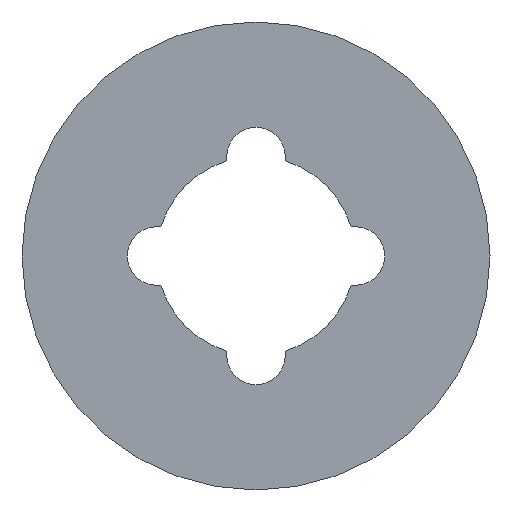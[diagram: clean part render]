
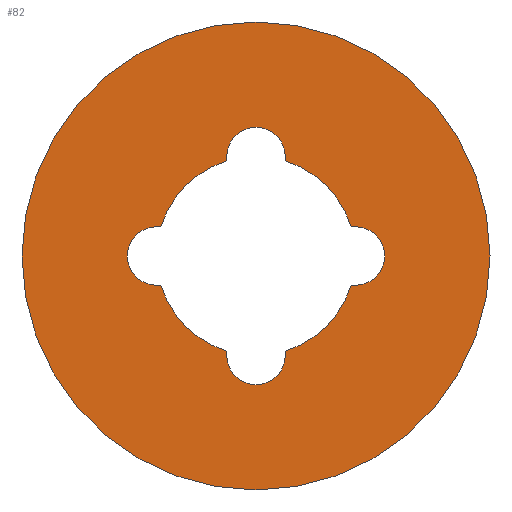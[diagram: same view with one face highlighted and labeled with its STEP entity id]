
A CAD part, front view. The second image highlights one B-rep face of the part: STEP entity #82.
In plain terms, the highlighted planar face has unit normal (0, -1, 0).
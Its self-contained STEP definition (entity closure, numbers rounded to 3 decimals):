
#82=ADVANCED_FACE('',(#112,#113),#114,.T.);
#112=FACE_OUTER_BOUND('',#158,.T.);
#113=FACE_BOUND('',#159,.T.);
#114=PLANE('',#160);
#158=EDGE_LOOP('',(#239,#240));
#159=EDGE_LOOP('',(#241,#242,#243,#244,#245,#246,#247,#248,#249,#250,#251,#252,#253,#254,#255,#256,#257,#258));
#160=AXIS2_PLACEMENT_3D('',#259,#260,#261);
#239=ORIENTED_EDGE('',*,*,#386,.T.);
#240=ORIENTED_EDGE('',*,*,#404,.T.);
#241=ORIENTED_EDGE('',*,*,#405,.T.);
#242=ORIENTED_EDGE('',*,*,#391,.F.);
#243=ORIENTED_EDGE('',*,*,#406,.T.);
#244=ORIENTED_EDGE('',*,*,#407,.T.);
#245=ORIENTED_EDGE('',*,*,#408,.T.);
#246=ORIENTED_EDGE('',*,*,#397,.F.);
#247=ORIENTED_EDGE('',*,*,#409,.T.);
#248=ORIENTED_EDGE('',*,*,#377,.T.);
#249=ORIENTED_EDGE('',*,*,#410,.T.);
#250=ORIENTED_EDGE('',*,*,#411,.T.);
#251=ORIENTED_EDGE('',*,*,#401,.F.);
#252=ORIENTED_EDGE('',*,*,#412,.T.);
#253=ORIENTED_EDGE('',*,*,#413,.T.);
#254=ORIENTED_EDGE('',*,*,#414,.T.);
#255=ORIENTED_EDGE('',*,*,#393,.F.);
#256=ORIENTED_EDGE('',*,*,#415,.T.);
#257=ORIENTED_EDGE('',*,*,#416,.T.);
#258=ORIENTED_EDGE('',*,*,#380,.T.);
#259=CARTESIAN_POINT('',(2.55,0.0,0.0));
#260=DIRECTION('',(0.,-1.0,0.));
#261=DIRECTION('',(-1.0,0.,0.0));
#377=EDGE_CURVE('',#439,#436,#440,.T.);
#380=EDGE_CURVE('',#444,#445,#446,.T.);
#386=EDGE_CURVE('',#457,#455,#458,.T.);
#391=EDGE_CURVE('',#465,#461,#467,.T.);
#393=EDGE_CURVE('',#468,#471,#472,.T.);
#397=EDGE_CURVE('',#476,#479,#480,.T.);
#401=EDGE_CURVE('',#484,#487,#488,.T.);
#404=EDGE_CURVE('',#455,#457,#492,.T.);
#405=EDGE_CURVE('',#445,#461,#493,.T.);
#406=EDGE_CURVE('',#465,#494,#495,.T.);
#407=EDGE_CURVE('',#494,#496,#497,.T.);
#408=EDGE_CURVE('',#496,#479,#498,.T.);
#409=EDGE_CURVE('',#476,#439,#499,.T.);
#410=EDGE_CURVE('',#436,#500,#501,.T.);
#411=EDGE_CURVE('',#500,#487,#502,.T.);
#412=EDGE_CURVE('',#484,#503,#504,.T.);
#413=EDGE_CURVE('',#503,#505,#506,.T.);
#414=EDGE_CURVE('',#505,#471,#507,.T.);
#415=EDGE_CURVE('',#468,#508,#509,.T.);
#416=EDGE_CURVE('',#508,#444,#510,.T.);
#436=VERTEX_POINT('',#536);
#439=VERTEX_POINT('',#540);
#440=CIRCLE('',#541,0.75);
#444=VERTEX_POINT('',#546);
#445=VERTEX_POINT('',#547);
#446=CIRCLE('',#548,0.75);
#455=VERTEX_POINT('',#559);
#457=VERTEX_POINT('',#562);
#458=CIRCLE('',#563,6.);
#461=VERTEX_POINT('',#567);
#465=VERTEX_POINT('',#572);
#467=CIRCLE('',#575,2.55);
#468=VERTEX_POINT('',#576);
#471=VERTEX_POINT('',#580);
#472=CIRCLE('',#581,2.55);
#476=VERTEX_POINT('',#586);
#479=VERTEX_POINT('',#590);
#480=CIRCLE('',#591,2.55);
#484=VERTEX_POINT('',#596);
#487=VERTEX_POINT('',#600);
#488=CIRCLE('',#601,2.55);
#492=CIRCLE('',#606,6.);
#493=LINE('',#607,#608);
#494=VERTEX_POINT('',#609);
#495=LINE('',#610,#611);
#496=VERTEX_POINT('',#612);
#497=CIRCLE('',#613,0.75);
#498=LINE('',#614,#615);
#499=LINE('',#616,#617);
#500=VERTEX_POINT('',#618);
#501=CIRCLE('',#619,0.75);
#502=LINE('',#620,#621);
#503=VERTEX_POINT('',#622);
#504=LINE('',#623,#624);
#505=VERTEX_POINT('',#625);
#506=CIRCLE('',#626,0.75);
#507=LINE('',#627,#628);
#508=VERTEX_POINT('',#629);
#509=LINE('',#630,#631);
#510=CIRCLE('',#632,0.75);
#536=CARTESIAN_POINT('',(0.,0.,-3.3));
#540=CARTESIAN_POINT('',(0.75,0.0,-2.55));
#541=AXIS2_PLACEMENT_3D('',#673,#674,#675);
#546=CARTESIAN_POINT('',(0.,0.,3.3));
#547=CARTESIAN_POINT('',(0.75,0.0,2.55));
#548=AXIS2_PLACEMENT_3D('',#680,#681,#682);
#559=CARTESIAN_POINT('',(0.,0.,6.0));
#562=CARTESIAN_POINT('',(0.,0.,-6.));
#563=AXIS2_PLACEMENT_3D('',#692,#693,#694);
#567=CARTESIAN_POINT('',(0.75,0.0,2.437));
#572=CARTESIAN_POINT('',(2.437,0.0,0.75));
#575=AXIS2_PLACEMENT_3D('',#701,#702,#703);
#576=CARTESIAN_POINT('',(-0.75,0.0,2.437));
#580=CARTESIAN_POINT('',(-2.437,0.0,0.75));
#581=AXIS2_PLACEMENT_3D('',#705,#706,#707);
#586=CARTESIAN_POINT('',(0.75,0.0,-2.437));
#590=CARTESIAN_POINT('',(2.437,0.0,-0.75));
#591=AXIS2_PLACEMENT_3D('',#713,#714,#715);
#596=CARTESIAN_POINT('',(-2.437,0.0,-0.75));
#600=CARTESIAN_POINT('',(-0.75,0.0,-2.437));
#601=AXIS2_PLACEMENT_3D('',#721,#722,#723);
#606=AXIS2_PLACEMENT_3D('',#728,#729,#730);
#607=CARTESIAN_POINT('',(0.75,0.0,0.));
#608=VECTOR('',#731,1000.0);
#609=CARTESIAN_POINT('',(2.55,0.0,0.75));
#610=CARTESIAN_POINT('',(0.,0.0,0.75));
#611=VECTOR('',#732,1000.0);
#612=CARTESIAN_POINT('',(2.55,0.0,-0.75));
#613=AXIS2_PLACEMENT_3D('',#733,#734,#735);
#614=CARTESIAN_POINT('',(0.,0.0,-0.75));
#615=VECTOR('',#736,1000.0);
#616=CARTESIAN_POINT('',(0.75,0.0,0.));
#617=VECTOR('',#737,1000.0);
#618=CARTESIAN_POINT('',(-0.75,0.0,-2.55));
#619=AXIS2_PLACEMENT_3D('',#738,#739,#740);
#620=CARTESIAN_POINT('',(-0.75,0.0,0.));
#621=VECTOR('',#741,1000.0);
#622=CARTESIAN_POINT('',(-2.55,0.,-0.75));
#623=CARTESIAN_POINT('',(0.,0.0,-0.75));
#624=VECTOR('',#742,1000.0);
#625=CARTESIAN_POINT('',(-2.55,0.0,0.75));
#626=AXIS2_PLACEMENT_3D('',#743,#744,#745);
#627=CARTESIAN_POINT('',(0.,0.0,0.75));
#628=VECTOR('',#746,1000.0);
#629=CARTESIAN_POINT('',(-0.75,0.0,2.55));
#630=CARTESIAN_POINT('',(-0.75,0.0,0.));
#631=VECTOR('',#747,1000.0);
#632=AXIS2_PLACEMENT_3D('',#748,#749,#750);
#673=CARTESIAN_POINT('',(0.,0.0,-2.55));
#674=DIRECTION('',(0.,1.0,0.));
#675=DIRECTION('',(1.0,0.,0.));
#680=CARTESIAN_POINT('',(0.,0.0,2.55));
#681=DIRECTION('',(0.,1.0,0.));
#682=DIRECTION('',(-1.0,0.,0.));
#692=CARTESIAN_POINT('',(0.0,0.0,0.0));
#693=DIRECTION('',(0.,-1.0,0.));
#694=DIRECTION('',(0.,0.,-1.0));
#701=CARTESIAN_POINT('',(0.0,0.0,0.0));
#702=DIRECTION('',(0.,-1.0,0.));
#703=DIRECTION('',(0.,0.,-1.0));
#705=CARTESIAN_POINT('',(0.0,0.0,0.0));
#706=DIRECTION('',(0.,-1.0,0.));
#707=DIRECTION('',(0.,0.,-1.0));
#713=CARTESIAN_POINT('',(0.0,0.0,0.0));
#714=DIRECTION('',(0.,-1.0,0.));
#715=DIRECTION('',(0.,0.,-1.0));
#721=CARTESIAN_POINT('',(0.0,0.0,0.0));
#722=DIRECTION('',(0.,-1.0,0.));
#723=DIRECTION('',(0.,0.,-1.0));
#728=CARTESIAN_POINT('',(0.0,0.0,0.0));
#729=DIRECTION('',(0.,-1.0,0.));
#730=DIRECTION('',(0.,0.,-1.0));
#731=DIRECTION('',(0.,0.,-1.0));
#732=DIRECTION('',(1.0,0.,0.));
#733=CARTESIAN_POINT('',(2.55,0.0,0.0));
#734=DIRECTION('',(0.,1.0,0.));
#735=DIRECTION('',(0.0,0.,1.0));
#736=DIRECTION('',(-1.0,0.,0.));
#737=DIRECTION('',(0.,0.,-1.0));
#738=CARTESIAN_POINT('',(0.,0.0,-2.55));
#739=DIRECTION('',(0.,1.0,0.));
#740=DIRECTION('',(1.0,0.,0.));
#741=DIRECTION('',(0.,0.,1.0));
#742=DIRECTION('',(-1.0,0.,0.));
#743=CARTESIAN_POINT('',(-2.55,0.0,0.0));
#744=DIRECTION('',(0.,1.0,0.));
#745=DIRECTION('',(0.0,0.,-1.0));
#746=DIRECTION('',(1.0,0.,0.));
#747=DIRECTION('',(0.,0.,1.0));
#748=CARTESIAN_POINT('',(0.,0.0,2.55));
#749=DIRECTION('',(0.,1.0,0.));
#750=DIRECTION('',(-1.0,0.,0.));
